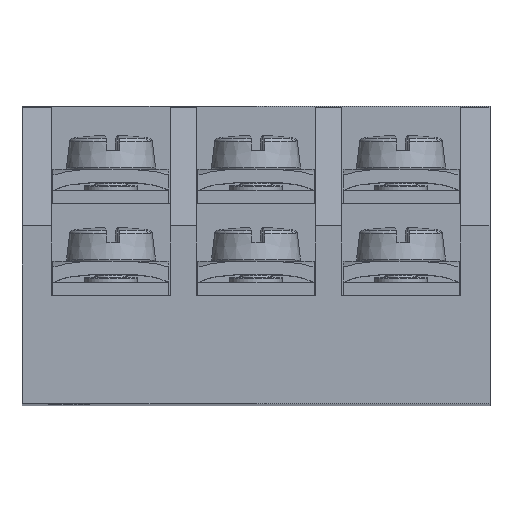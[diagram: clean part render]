
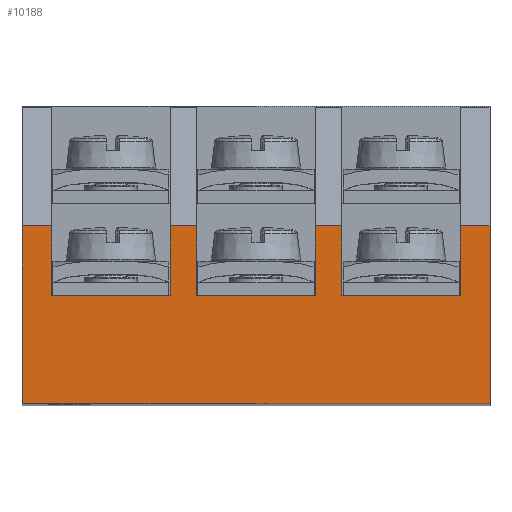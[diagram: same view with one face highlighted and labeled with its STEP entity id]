
A CAD part, top view. The second image highlights one B-rep face of the part: STEP entity #10188.
In plain terms, the highlighted planar face has unit normal (0, 0, 1).
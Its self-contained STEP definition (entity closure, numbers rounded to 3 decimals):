
#16 = CARTESIAN_POINT ( 'NONE',  ( 17.75, 3.789, 41.4 ) ) ;
#453 = VERTEX_POINT ( 'NONE', #4227 ) ;
#525 = CARTESIAN_POINT ( 'NONE',  ( -15.5, -1.511, 41.4 ) ) ;
#563 = EDGE_CURVE ( 'NONE', #7872, #13702, #12819, .T. ) ;
#808 = VECTOR ( 'NONE', #5308, 1000. ) ;
#843 = EDGE_CURVE ( 'NONE', #7872, #8919, #9624, .T. ) ;
#952 = VERTEX_POINT ( 'NONE', #10316 ) ;
#1165 = CARTESIAN_POINT ( 'NONE',  ( 17.75, -9.711, 41.4 ) ) ;
#1176 = CARTESIAN_POINT ( 'NONE',  ( -4.5, -1.511, 41.4 ) ) ;
#1214 = LINE ( 'NONE', #1815, #7883 ) ;
#1371 = VERTEX_POINT ( 'NONE', #15419 ) ;
#1392 = CARTESIAN_POINT ( 'NONE',  ( 17.75, 3.789, 41.4 ) ) ;
#1431 = VECTOR ( 'NONE', #7798, 1000. ) ;
#1539 = VECTOR ( 'NONE', #3498, 1000. ) ;
#1552 = VECTOR ( 'NONE', #12419, 1000. ) ;
#1812 = ORIENTED_EDGE ( 'NONE', *, *, #13108, .F. ) ;
#1815 = CARTESIAN_POINT ( 'NONE',  ( 15.5, -1.511, 41.4 ) ) ;
#2072 = CARTESIAN_POINT ( 'NONE',  ( -15.5, -1.511, 41.4 ) ) ;
#2087 = VERTEX_POINT ( 'NONE', #7552 ) ;
#2180 = LINE ( 'NONE', #13429, #9973 ) ;
#2205 = EDGE_CURVE ( 'NONE', #10639, #5046, #8831, .T. ) ;
#2376 = CARTESIAN_POINT ( 'NONE',  ( -4.5, -1.511, 41.4 ) ) ;
#2469 = CARTESIAN_POINT ( 'NONE',  ( 4.5, 3.789, 41.4 ) ) ;
#2512 = LINE ( 'NONE', #1176, #10125 ) ;
#2847 = CARTESIAN_POINT ( 'NONE',  ( 6.5, 3.789, 41.4 ) ) ;
#2855 = EDGE_CURVE ( 'NONE', #6001, #1371, #10046, .T. ) ;
#2977 = LINE ( 'NONE', #8274, #9851 ) ;
#3032 = CARTESIAN_POINT ( 'NONE',  ( -15.5, -1.511, 41.4 ) ) ;
#3289 = EDGE_CURVE ( 'NONE', #13702, #12003, #2977, .T. ) ;
#3352 = CARTESIAN_POINT ( 'NONE',  ( 6.5, -1.511, 41.4 ) ) ;
#3498 = DIRECTION ( 'NONE',  ( 0., -1., 0. ) ) ;
#3625 = DIRECTION ( 'NONE',  ( 0., 1., 0. ) ) ;
#3959 = LINE ( 'NONE', #13048, #1539 ) ;
#4177 = VECTOR ( 'NONE', #12105, 1000. ) ;
#4227 = CARTESIAN_POINT ( 'NONE',  ( -4.5, 3.789, 41.4 ) ) ;
#5046 = VERTEX_POINT ( 'NONE', #2469 ) ;
#5308 = DIRECTION ( 'NONE',  ( -1., 0., 0. ) ) ;
#5974 = ORIENTED_EDGE ( 'NONE', *, *, #3289, .F. ) ;
#6000 = VECTOR ( 'NONE', #7138, 1000. ) ;
#6001 = VERTEX_POINT ( 'NONE', #7843 ) ;
#6012 = ORIENTED_EDGE ( 'NONE', *, *, #14647, .T. ) ;
#6084 = VERTEX_POINT ( 'NONE', #2376 ) ;
#6112 = CARTESIAN_POINT ( 'NONE',  ( -4.5, -1.511, 41.4 ) ) ;
#6325 = CARTESIAN_POINT ( 'NONE',  ( 4.5, -1.511, 41.4 ) ) ;
#6377 = DIRECTION ( 'NONE',  ( 0., 1., 0. ) ) ;
#6399 = VECTOR ( 'NONE', #7755, 1000. ) ;
#6422 = EDGE_CURVE ( 'NONE', #8284, #2087, #13457, .T. ) ;
#6536 = CARTESIAN_POINT ( 'NONE',  ( -17.75, 3.789, 41.4 ) ) ;
#6540 = DIRECTION ( 'NONE',  ( 1., 0., 0. ) ) ;
#6545 = ORIENTED_EDGE ( 'NONE', *, *, #8397, .F. ) ;
#6810 = EDGE_CURVE ( 'NONE', #7176, #1371, #1214, .T. ) ;
#7016 = EDGE_CURVE ( 'NONE', #6084, #453, #2512, .T. ) ;
#7068 = DIRECTION ( 'NONE',  ( 0., 1., 0. ) ) ;
#7138 = DIRECTION ( 'NONE',  ( -1., 0., 0. ) ) ;
#7176 = VERTEX_POINT ( 'NONE', #15117 ) ;
#7288 = CARTESIAN_POINT ( 'NONE',  ( -15.5, 3.789, 41.4 ) ) ;
#7483 = DIRECTION ( 'NONE',  ( 0., -1., 0. ) ) ;
#7552 = CARTESIAN_POINT ( 'NONE',  ( -17.75, -9.711, 41.4 ) ) ;
#7755 = DIRECTION ( 'NONE',  ( -1., 0., 0. ) ) ;
#7798 = DIRECTION ( 'NONE',  ( 0., 1., 0. ) ) ;
#7842 = ORIENTED_EDGE ( 'NONE', *, *, #8737, .T. ) ;
#7843 = CARTESIAN_POINT ( 'NONE',  ( 17.75, 3.789, 41.4 ) ) ;
#7872 = VERTEX_POINT ( 'NONE', #3032 ) ;
#7883 = VECTOR ( 'NONE', #8967, 1000. ) ;
#7905 = VERTEX_POINT ( 'NONE', #6536 ) ;
#7983 = ORIENTED_EDGE ( 'NONE', *, *, #843, .T. ) ;
#8274 = CARTESIAN_POINT ( 'NONE',  ( -6.5, -1.511, 41.4 ) ) ;
#8284 = VERTEX_POINT ( 'NONE', #1165 ) ;
#8342 = CARTESIAN_POINT ( 'NONE',  ( 6.5, -1.511, 41.4 ) ) ;
#8362 = ORIENTED_EDGE ( 'NONE', *, *, #2855, .T. ) ;
#8397 = EDGE_CURVE ( 'NONE', #14351, #5046, #8958, .T. ) ;
#8556 = CARTESIAN_POINT ( 'NONE',  ( 17.75, -9.711, 41.4 ) ) ;
#8573 = CARTESIAN_POINT ( 'NONE',  ( 17.75, 3.789, 41.4 ) ) ;
#8729 = FACE_OUTER_BOUND ( 'NONE', #9720, .T. ) ;
#8737 = EDGE_CURVE ( 'NONE', #952, #10639, #10801, .T. ) ;
#8831 = LINE ( 'NONE', #12787, #6399 ) ;
#8919 = VERTEX_POINT ( 'NONE', #7288 ) ;
#8958 = LINE ( 'NONE', #6325, #9136 ) ;
#8967 = DIRECTION ( 'NONE',  ( 0., 1., 0. ) ) ;
#9013 = ORIENTED_EDGE ( 'NONE', *, *, #14817, .T. ) ;
#9084 = CARTESIAN_POINT ( 'NONE',  ( 17.75, 3.789, 41.4 ) ) ;
#9136 = VECTOR ( 'NONE', #6377, 1000. ) ;
#9167 = LINE ( 'NONE', #8573, #808 ) ;
#9624 = LINE ( 'NONE', #2072, #1431 ) ;
#9701 = DIRECTION ( 'NONE',  ( -1., 0., 0. ) ) ;
#9720 = EDGE_LOOP ( 'NONE', ( #11911, #7983, #9013, #12723, #14583, #13637, #8362, #13525, #10522, #7842, #10130, #6545, #1812, #12356, #6012, #5974 ) ) ;
#9843 = AXIS2_PLACEMENT_3D ( 'NONE', #9084, #10133, #15045 ) ;
#9851 = VECTOR ( 'NONE', #3625, 1000. ) ;
#9973 = VECTOR ( 'NONE', #7483, 1000. ) ;
#10046 = LINE ( 'NONE', #1392, #11162 ) ;
#10125 = VECTOR ( 'NONE', #7068, 1000. ) ;
#10130 = ORIENTED_EDGE ( 'NONE', *, *, #2205, .T. ) ;
#10133 = DIRECTION ( 'NONE',  ( 0., 0., -1. ) ) ;
#10188 = ADVANCED_FACE ( 'NONE', ( #8729 ), #10340, .F. ) ;
#10316 = CARTESIAN_POINT ( 'NONE',  ( 6.5, -1.511, 41.4 ) ) ;
#10340 = PLANE ( 'NONE',  #9843 ) ;
#10522 = ORIENTED_EDGE ( 'NONE', *, *, #13001, .F. ) ;
#10639 = VERTEX_POINT ( 'NONE', #2847 ) ;
#10673 = CARTESIAN_POINT ( 'NONE',  ( 4.5, -1.511, 41.4 ) ) ;
#10801 = LINE ( 'NONE', #3352, #13043 ) ;
#11162 = VECTOR ( 'NONE', #9701, 1000. ) ;
#11251 = CARTESIAN_POINT ( 'NONE',  ( -6.5, 3.789, 41.4 ) ) ;
#11260 = LINE ( 'NONE', #8342, #13112 ) ;
#11911 = ORIENTED_EDGE ( 'NONE', *, *, #563, .F. ) ;
#12003 = VERTEX_POINT ( 'NONE', #11251 ) ;
#12105 = DIRECTION ( 'NONE',  ( 1., 0., 0. ) ) ;
#12109 = EDGE_CURVE ( 'NONE', #6001, #8284, #2180, .T. ) ;
#12331 = LINE ( 'NONE', #16, #6000 ) ;
#12356 = ORIENTED_EDGE ( 'NONE', *, *, #7016, .T. ) ;
#12419 = DIRECTION ( 'NONE',  ( -1., 0., 0. ) ) ;
#12523 = CARTESIAN_POINT ( 'NONE',  ( -6.5, -1.511, 41.4 ) ) ;
#12723 = ORIENTED_EDGE ( 'NONE', *, *, #13894, .T. ) ;
#12787 = CARTESIAN_POINT ( 'NONE',  ( 17.75, 3.789, 41.4 ) ) ;
#12819 = LINE ( 'NONE', #525, #13179 ) ;
#13001 = EDGE_CURVE ( 'NONE', #952, #7176, #11260, .T. ) ;
#13043 = VECTOR ( 'NONE', #13997, 1000. ) ;
#13048 = CARTESIAN_POINT ( 'NONE',  ( -17.75, 3.789, 41.4 ) ) ;
#13052 = DIRECTION ( 'NONE',  ( 1., 0., 0. ) ) ;
#13108 = EDGE_CURVE ( 'NONE', #6084, #14351, #14794, .T. ) ;
#13112 = VECTOR ( 'NONE', #13052, 1000. ) ;
#13179 = VECTOR ( 'NONE', #6540, 1000. ) ;
#13429 = CARTESIAN_POINT ( 'NONE',  ( 17.75, 3.789, 41.4 ) ) ;
#13457 = LINE ( 'NONE', #8556, #1552 ) ;
#13525 = ORIENTED_EDGE ( 'NONE', *, *, #6810, .F. ) ;
#13637 = ORIENTED_EDGE ( 'NONE', *, *, #12109, .F. ) ;
#13702 = VERTEX_POINT ( 'NONE', #12523 ) ;
#13894 = EDGE_CURVE ( 'NONE', #7905, #2087, #3959, .T. ) ;
#13997 = DIRECTION ( 'NONE',  ( 0., 1., 0. ) ) ;
#14351 = VERTEX_POINT ( 'NONE', #10673 ) ;
#14583 = ORIENTED_EDGE ( 'NONE', *, *, #6422, .F. ) ;
#14647 = EDGE_CURVE ( 'NONE', #453, #12003, #9167, .T. ) ;
#14794 = LINE ( 'NONE', #6112, #4177 ) ;
#14817 = EDGE_CURVE ( 'NONE', #8919, #7905, #12331, .T. ) ;
#15045 = DIRECTION ( 'NONE',  ( -1., 0., 0. ) ) ;
#15117 = CARTESIAN_POINT ( 'NONE',  ( 15.5, -1.511, 41.4 ) ) ;
#15419 = CARTESIAN_POINT ( 'NONE',  ( 15.5, 3.789, 41.4 ) ) ;
